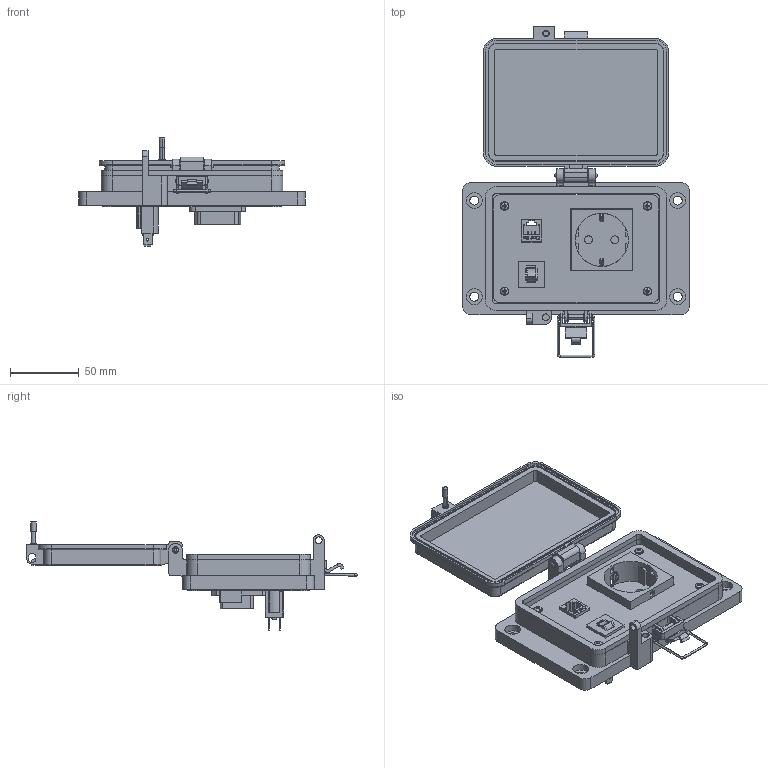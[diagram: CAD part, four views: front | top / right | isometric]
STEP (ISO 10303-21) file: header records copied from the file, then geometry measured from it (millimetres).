
FILE_DESCRIPTION (( 'STEP AP203' ), '1' );
FILE_NAME ('P-R2-M3RE3_3D.STEP', '2018-03-28T20:05:57', ( '' ), ( '' ), 'SwSTEP 2.0', 'SolidWorks 2017', '' );
FILE_SCHEMA (( 'CONFIG_CONTROL_DESIGN' ));
Length unit declared in the file: millimetre
Products named in the file (14): R2; Z-200-OTLT-RE; Z-H-M3_B; RE; -M3; Z-CB-SM; P-R2-M3RE3_BP180_1; 92005A124_METRIC PAN HEAD PHILLIPS MACHINE SCREW_92005A124; CBX; P-R2-M3RE3_TP060_1; P-R2-M3RE3_3D; Z-000-4243316TFP; P-R2-M3RE3_FP060_1; Z-300-RJ45CAT5
Assembly tree (18 placements, depth 3):
  P-R2-M3RE3_3D
    P-R2-M3RE3_BP180_1
    P-R2-M3RE3_TP060_1
    Z-000-4243316TFP  x3
    P-R2-M3RE3_FP060_1
    R2
      Z-300-RJ45CAT5
    RE
      Z-200-OTLT-RE
    CBX
      Z-CB-SM
    -M3
      Z-H-M3_B
    92005A124_METRIC PAN HEAD PHILLIPS MACHINE SCREW_92005A124  x4
Bounding box: 164.96 x 240.59 x 78.59 mm (x, y, z)
Volume: 261100.1 mm3; surface area: 148487 mm2
Topology: 23 solids, 23 shells, 2060 faces, 5825 edges, 3859 vertices
Faces by surface type: cylinder 912, plane 797, bspline 256, cone 71, torus 16, sphere 8
Entity records: 56522 total; most frequent: CARTESIAN_POINT 20459, ORIENTED_EDGE 7826, DIRECTION 6278, EDGE_CURVE 3913, VERTEX_POINT 2592, VECTOR 2384, LINE 2384, AXIS2_PLACEMENT_3D 1947
